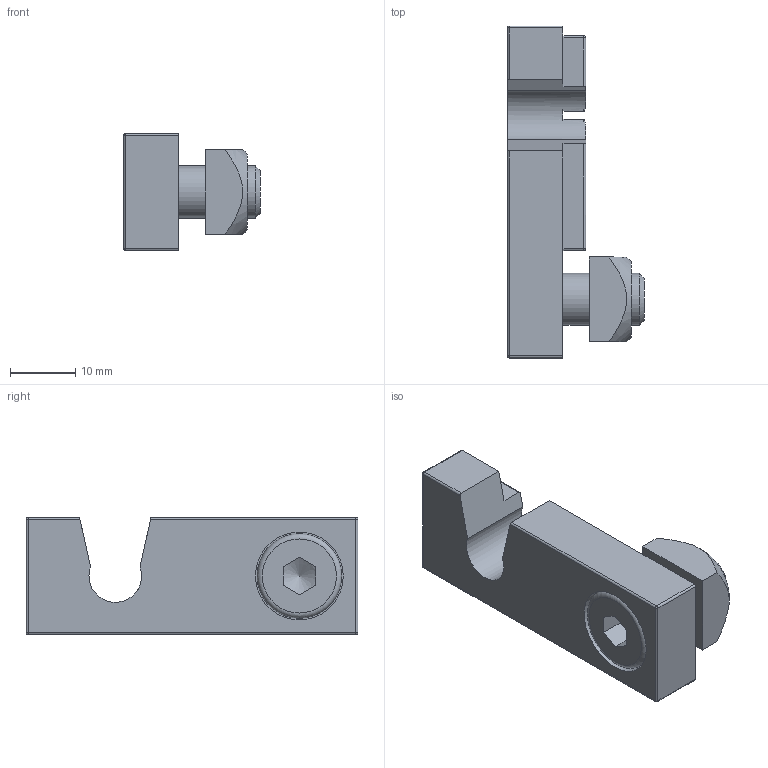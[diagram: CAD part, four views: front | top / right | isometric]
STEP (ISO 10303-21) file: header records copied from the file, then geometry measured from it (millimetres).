
FILE_DESCRIPTION(/* description */ ('Úchyt válce pravý'),/* implementation_level */ '2;1');
FILE_NAME(/* name */ '700420P.stp',/* time_stamp */ '2013-12-08T13:24:05+01:00',/* author */ ('PC'),/* organization */ (''),/* preprocessor_version */ 'ST-DEVELOPER v15.2',/* originating_system */ 'Autodesk Inventor 2014',/* authorisation */ '');
FILE_SCHEMA (('AUTOMOTIVE_DESIGN { 1 0 10303 214 3 1 1 }'));
Length unit declared in the file: millimetre
Products named in the file (1): 700420P
Bounding box: 21 x 51 x 18 mm (x, y, z)
Volume: 8588.9 mm3; surface area: 5237.4 mm2
Topology: 3 solids, 3 shells, 71 faces, 169 edges, 100 vertices
Faces by surface type: plane 34, cylinder 25, sphere 7, cone 3, torus 2
Full cylindrical faces by diameter (mm): 6 x1, 6.647 x1, 8 x1, 8.2 x1, 13 x1, 13.5 x1
Entity records: 2006 total; most frequent: CARTESIAN_POINT 357, DIRECTION 332, ORIENTED_EDGE 294, EDGE_CURVE 147, AXIS2_PLACEMENT_3D 125, VERTEX_POINT 96, EDGE_LOOP 89, LINE 82
